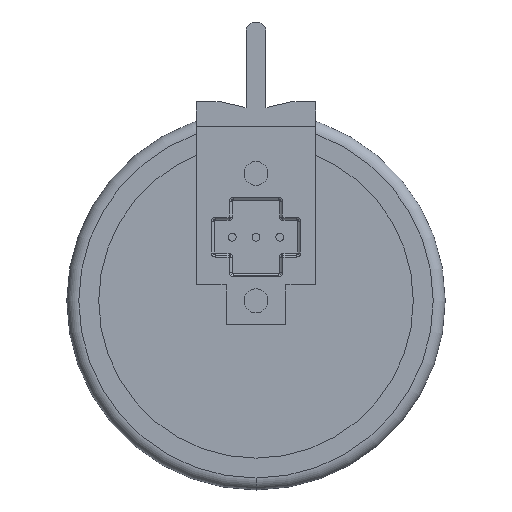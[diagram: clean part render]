
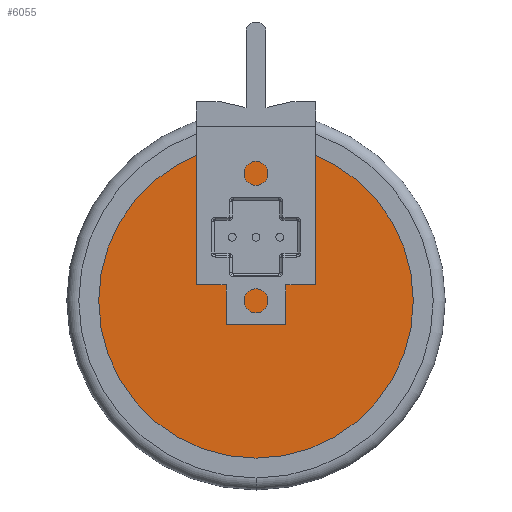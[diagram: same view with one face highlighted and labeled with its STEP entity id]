
A CAD part, front view. The second image highlights one B-rep face of the part: STEP entity #6055.
In plain terms, the highlighted planar face has unit normal (0, -1, 0).
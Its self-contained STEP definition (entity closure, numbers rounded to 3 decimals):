
#38 = DIRECTION ( 'NONE',  ( 0., -1., 0. ) ) ;
#55 = CARTESIAN_POINT ( 'NONE',  ( 0., -4.15, 0. ) ) ;
#339 = ORIENTED_EDGE ( 'NONE', *, *, #5719, .T. ) ;
#903 = CARTESIAN_POINT ( 'NONE',  ( 0., -4.15, 0. ) ) ;
#989 = DIRECTION ( 'NONE',  ( 0., -1., 0. ) ) ;
#1185 = CARTESIAN_POINT ( 'NONE',  ( 0., -4.15, -8.7 ) ) ;
#1231 = DIRECTION ( 'NONE',  ( 0., 0., -1. ) ) ;
#1410 = PLANE ( 'NONE',  #5374 ) ;
#2358 = DIRECTION ( 'NONE',  ( 0., -1., 0. ) ) ;
#2627 = CIRCLE ( 'NONE', #4615, 8.7 ) ;
#4450 = EDGE_LOOP ( 'NONE', ( #339, #6838 ) ) ;
#4513 = DIRECTION ( 'NONE',  ( 0., 0., -1. ) ) ;
#4524 = FACE_OUTER_BOUND ( 'NONE', #4450, .T. ) ;
#4615 = AXIS2_PLACEMENT_3D ( 'NONE', #55, #38, #1231 ) ;
#5374 = AXIS2_PLACEMENT_3D ( 'NONE', #903, #2358, #6400 ) ;
#5457 = CARTESIAN_POINT ( 'NONE',  ( 0., -4.15, 0. ) ) ;
#5702 = AXIS2_PLACEMENT_3D ( 'NONE', #5457, #989, #4513 ) ;
#5719 = EDGE_CURVE ( 'NONE', #6274, #6664, #6896, .T. ) ;
#5794 = CARTESIAN_POINT ( 'NONE',  ( 0., -4.15, 8.7 ) ) ;
#6055 = ADVANCED_FACE ( 'NONE', ( #4524 ), #1410, .T. ) ;
#6274 = VERTEX_POINT ( 'NONE', #1185 ) ;
#6400 = DIRECTION ( 'NONE',  ( 0., 0., -1. ) ) ;
#6664 = VERTEX_POINT ( 'NONE', #5794 ) ;
#6838 = ORIENTED_EDGE ( 'NONE', *, *, #7052, .T. ) ;
#6896 = CIRCLE ( 'NONE', #5702, 8.7 ) ;
#7052 = EDGE_CURVE ( 'NONE', #6664, #6274, #2627, .T. ) ;
